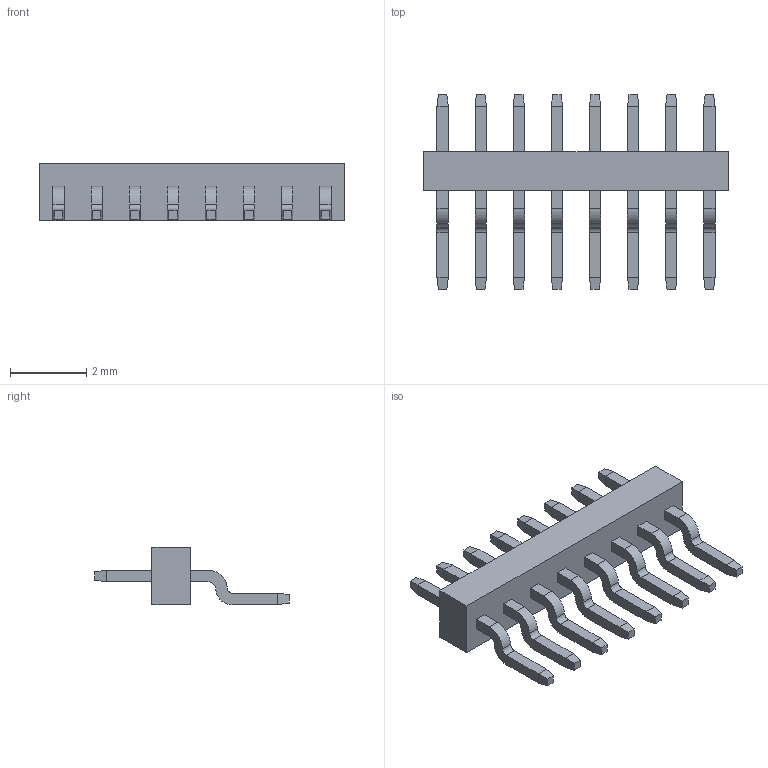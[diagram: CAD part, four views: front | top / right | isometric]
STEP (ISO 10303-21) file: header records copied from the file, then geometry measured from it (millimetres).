
FILE_DESCRIPTION(/* description */ ('STEP AP214'),/* implementation_level */ '2;1');
FILE_NAME(/* name */ 'BC034-08-A-V-0150-L-C',/* time_stamp */ '2025-04-16T11:33:45+02:00',/* author */ ('License CC BY-ND 4.0'),/* organization */ ('CADENAS'),/* preprocessor_version */ 'ST-DEVELOPER v19.3',/* originating_system */ 'PARTsolutions',/* authorisation */ ' ');
FILE_SCHEMA (('AUTOMOTIVE_DESIGN {1 0 10303 214 3 1 1}'));
Length unit declared in the file: millimetre
Products named in the file (3): BC034-08-A-V-0150-L-C; BC034-08-A-V-0150-L-B_H; BC034-08-A-V-0150-L-B_P
Assembly tree (9 placements, depth 2):
  BC034-08-A-V-0150-L-C
    BC034-08-A-V-0150-L-B_H
    BC034-08-A-V-0150-L-B_P  x8
Bounding box: 8 x 5.1 x 1.5 mm (x, y, z)
Volume: 15.1 mm3; surface area: 103.4 mm2
Topology: 9 solids, 9 shells, 198 faces, 476 edges, 296 vertices
Faces by surface type: plane 166, cylinder 32
Entity records: 1926 total; most frequent: CARTESIAN_POINT 322, ORIENTED_EDGE 308, DIRECTION 298, EDGE_CURVE 154, LINE 146, VECTOR 146, VERTEX_POINT 100, AXIS2_PLACEMENT_3D 76
